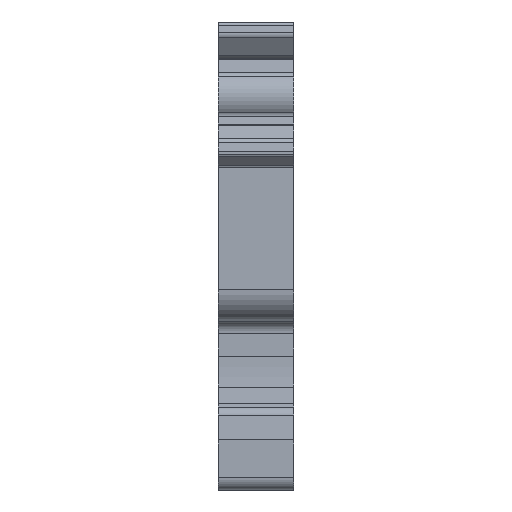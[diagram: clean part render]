
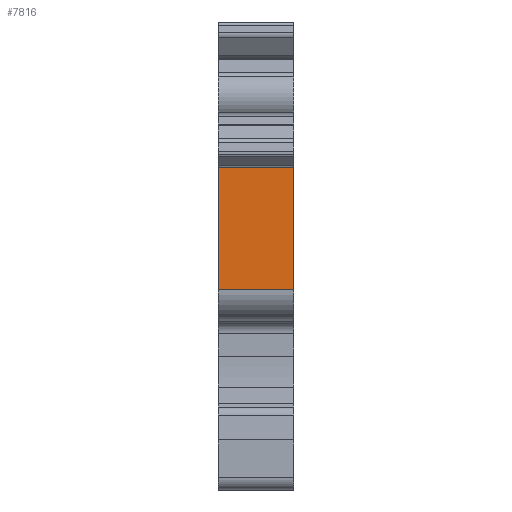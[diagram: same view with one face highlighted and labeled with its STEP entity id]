
A CAD part, left-side view. The second image highlights one B-rep face of the part: STEP entity #7816.
In plain terms, the highlighted planar face has unit normal (-1, 0, 0).
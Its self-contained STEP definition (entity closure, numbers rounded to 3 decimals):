
#1409=ORIENTED_EDGE('',*,*,#2347,.T.);
#1410=ORIENTED_EDGE('',*,*,#2800,.F.);
#1411=ORIENTED_EDGE('',*,*,#2607,.F.);
#1412=ORIENTED_EDGE('',*,*,#2799,.T.);
#2347=EDGE_CURVE('',#3219,#3218,#3745,.T.);
#2607=EDGE_CURVE('',#3477,#3478,#3871,.T.);
#2799=EDGE_CURVE('',#3477,#3219,#4027,.T.);
#2800=EDGE_CURVE('',#3478,#3218,#4028,.T.);
#3218=VERTEX_POINT('',#10623);
#3219=VERTEX_POINT('',#10625);
#3477=VERTEX_POINT('',#11143);
#3478=VERTEX_POINT('',#11145);
#3745=LINE('',#10624,#4351);
#3871=LINE('',#11144,#4477);
#4027=LINE('',#11526,#4633);
#4028=LINE('',#11528,#4634);
#4351=VECTOR('',#8802,1000.);
#4477=VECTOR('',#9198,1000.);
#4633=VECTOR('',#9660,1000.);
#4634=VECTOR('',#9663,1000.);
#4981=EDGE_LOOP('',(#1409,#1410,#1411,#1412));
#5283=FACE_BOUND('',#4981,.T.);
#5518=PLANE('',#8349);
#7816=ADVANCED_FACE('',(#5283),#5518,.F.);
#8349=AXIS2_PLACEMENT_3D('',#11527,#9661,#9662);
#8802=DIRECTION('',(0.,0.,1.));
#9198=DIRECTION('',(0.,0.,1.));
#9660=DIRECTION('',(0.,-1.,0.));
#9661=DIRECTION('',(1.,0.,0.));
#9662=DIRECTION('',(0.,0.,-1.));
#9663=DIRECTION('',(0.,-1.,0.));
#10623=CARTESIAN_POINT('',(-43.5,0.,18.488));
#10624=CARTESIAN_POINT('',(-43.5,0.,8.734));
#10625=CARTESIAN_POINT('',(-43.5,0.,8.734));
#11143=CARTESIAN_POINT('',(-43.5,6.,8.734));
#11144=CARTESIAN_POINT('',(-43.5,6.,8.734));
#11145=CARTESIAN_POINT('',(-43.5,6.,18.488));
#11526=CARTESIAN_POINT('',(-43.5,6.,8.734));
#11527=CARTESIAN_POINT('',(-43.5,6.,8.734));
#11528=CARTESIAN_POINT('',(-43.5,6.,18.488));
